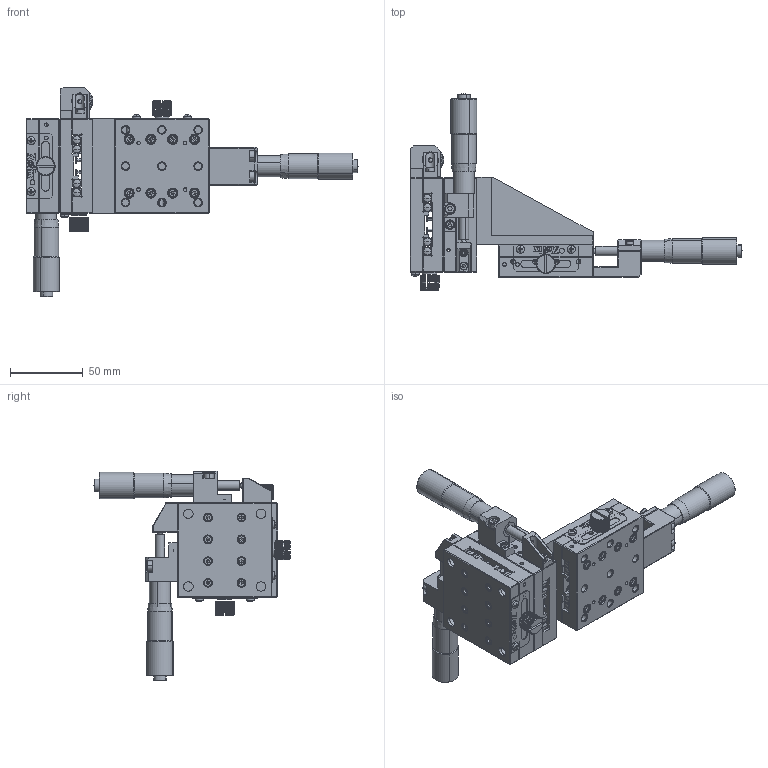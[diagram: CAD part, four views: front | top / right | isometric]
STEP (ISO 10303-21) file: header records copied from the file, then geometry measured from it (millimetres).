
FILE_DESCRIPTION (( 'STEP AP203' ), '1' );
FILE_NAME ('NFP-3462RRZ.step', '2019-05-08T07:27:12', ( '' ), ( '' ), 'SwSTEP 2.0', 'SolidWorks 2017', '' );
FILE_SCHEMA (( 'CONFIG_CONTROL_DESIGN' ));
Length unit declared in the file: millimetre
Products named in the file (1): NFP-3462RRZ
Bounding box: 228.5 x 135 x 144.5 mm (x, y, z)
Surface area: 129774.5 mm2 (no closed solid volume)
Topology: 0 solids, 134 shells, 1662 faces, 6549 edges, 4841 vertices
Faces by surface type: plane 843, cylinder 517, cone 169, torus 60, bspline 48, sphere 25
Entity records: 68914 total; most frequent: CARTESIAN_POINT 15480, DIRECTION 11198, ORIENTED_EDGE 9490, EDGE_CURVE 6435, VERTEX_POINT 4832, LINE 3882, VECTOR 3882, AXIS2_PLACEMENT_3D 3658
